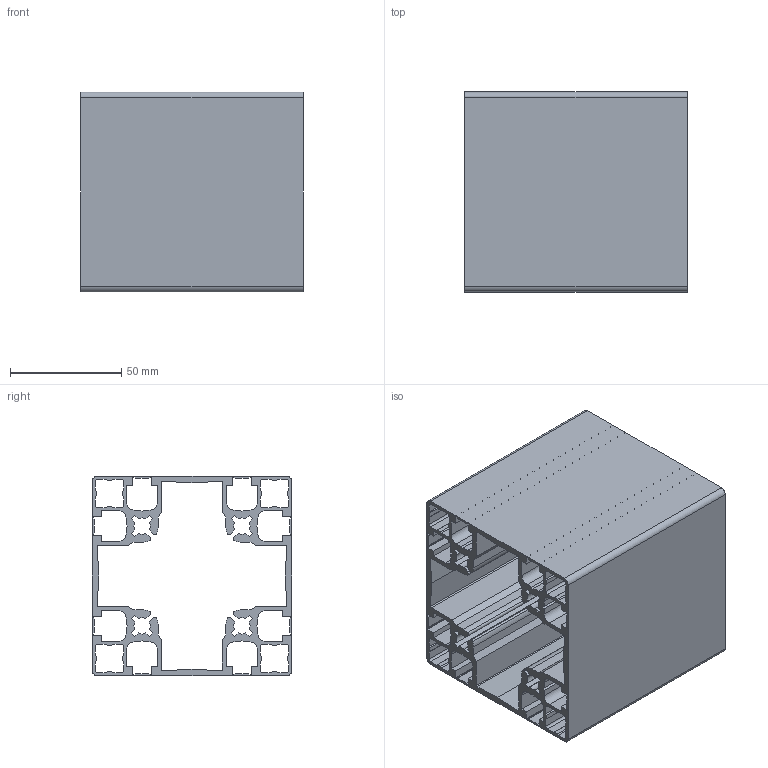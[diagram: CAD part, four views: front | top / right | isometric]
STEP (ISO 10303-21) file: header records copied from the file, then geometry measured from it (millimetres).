
FILE_DESCRIPTION (( 'STEP AP214' ), '1' );
FILE_NAME ('084.101.050.STEP', '2020-07-23T07:31:38', ( '' ), ( '' ), 'SwSTEP 2.0', 'SolidWorks 2018', '' );
FILE_SCHEMA (( 'AUTOMOTIVE_DESIGN' ));
Length unit declared in the file: millimetre
Products named in the file (1): 084.101.050
Bounding box: 100 x 90.01 x 90.01 mm (x, y, z)
Volume: 174013 mm3; surface area: 150257.6 mm2
Topology: 1 solids, 1 shells, 371 faces, 1107 edges, 738 vertices
Faces by surface type: plane 286, cylinder 85
Entity records: 12457 total; most frequent: CARTESIAN_POINT 2217, ORIENTED_EDGE 2214, DIRECTION 2021, EDGE_CURVE 1107, VECTOR 937, LINE 937, VERTEX_POINT 738, AXIS2_PLACEMENT_3D 542
